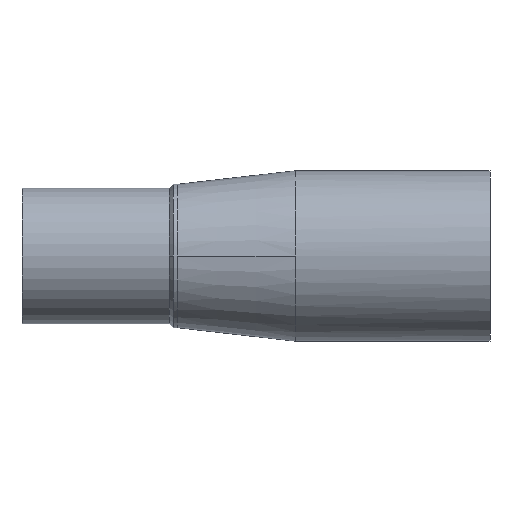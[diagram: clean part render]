
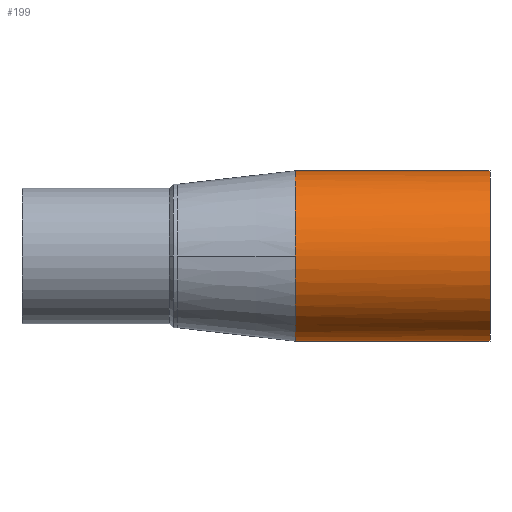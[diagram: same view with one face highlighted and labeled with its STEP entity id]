
A CAD part, front view. The second image highlights one B-rep face of the part: STEP entity #199.
In plain terms, the highlighted cylindrical face has radius 31.5 mm (diameter 63 mm), a partial arc.
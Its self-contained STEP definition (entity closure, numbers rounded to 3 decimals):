
#155 = EDGE_CURVE( '', #233, #285, #371, .T. );
#169 = EDGE_CURVE( '', #309, #265, #387, .T. );
#199 = ADVANCED_FACE( '', ( #420 ), #421, .T. );
#233 = VERTEX_POINT( '', #460 );
#237 = VERTEX_POINT( '', #464 );
#239 = EDGE_CURVE( '', #285, #237, #466, .T. );
#265 = VERTEX_POINT( '', #497 );
#275 = EDGE_CURVE( '', #237, #309, #507, .T. );
#285 = VERTEX_POINT( '', #518 );
#295 = EDGE_CURVE( '', #265, #233, #529, .T. );
#309 = VERTEX_POINT( '', #543 );
#371 = B_SPLINE_CURVE_WITH_KNOTS( '', 3, ( #641, #642, #643, #644, #645, #646, #647, #648, #649, #650, #651 ), .UNSPECIFIED., .F., .F., ( 4, 1, 1, 1, 1, 1, 1, 1, 4 ), ( 3.142, 3.338, 3.534, 3.731, 3.927, 4.123, 4.32, 4.516, 4.712 ), .UNSPECIFIED. );
#387 = LINE( '', #1035, #1036 );
#420 = FACE_OUTER_BOUND( '', #1741, .T. );
#421 = CYLINDRICAL_SURFACE( '', #1742, 31.5 );
#460 = CARTESIAN_POINT( '', ( 101., -31.5, 0. ) );
#464 = CARTESIAN_POINT( '', ( 173., 0., -31.5 ) );
#466 = LINE( '', #2083, #2084 );
#497 = CARTESIAN_POINT( '', ( 101., 0., 31.5 ) );
#507 = CIRCLE( '', #2192, 31.5 );
#518 = CARTESIAN_POINT( '', ( 101., 0., -31.5 ) );
#529 = B_SPLINE_CURVE_WITH_KNOTS( '', 3, ( #2231, #2232, #2233, #2234, #2235, #2236, #2237, #2238, #2239, #2240, #2241 ), .UNSPECIFIED., .F., .F., ( 4, 1, 1, 1, 1, 1, 1, 1, 4 ), ( 1.571, 1.767, 1.963, 2.16, 2.356, 2.553, 2.749, 2.945, 3.142 ), .UNSPECIFIED. );
#543 = CARTESIAN_POINT( '', ( 173., 0., 31.5 ) );
#641 = CARTESIAN_POINT( '', ( 101., -31.5, 0. ) );
#642 = CARTESIAN_POINT( '', ( 101., -31.5, -2.062 ) );
#643 = CARTESIAN_POINT( '', ( 101., -31.094, -6.185 ) );
#644 = CARTESIAN_POINT( '', ( 101., -29.29, -12.132 ) );
#645 = CARTESIAN_POINT( '', ( 101., -26.36, -17.613 ) );
#646 = CARTESIAN_POINT( '', ( 101., -22.417, -22.417 ) );
#647 = CARTESIAN_POINT( '', ( 101., -17.613, -26.36 ) );
#648 = CARTESIAN_POINT( '', ( 101., -12.132, -29.29 ) );
#649 = CARTESIAN_POINT( '', ( 101., -6.185, -31.094 ) );
#650 = CARTESIAN_POINT( '', ( 101., -2.062, -31.5 ) );
#651 = CARTESIAN_POINT( '', ( 101., 0., -31.5 ) );
#1035 = CARTESIAN_POINT( '', ( 101., 0., 31.5 ) );
#1036 = VECTOR( '', #2360, 1. );
#1741 = EDGE_LOOP( '', ( #2390, #2391, #2392, #2393, #2394 ) );
#1742 = AXIS2_PLACEMENT_3D( '', #2395, #2396, #2397 );
#2083 = CARTESIAN_POINT( '', ( 101., 0., -31.5 ) );
#2084 = VECTOR( '', #2458, 1. );
#2192 = AXIS2_PLACEMENT_3D( '', #2506, #2507, #2508 );
#2231 = CARTESIAN_POINT( '', ( 101., 0., 31.5 ) );
#2232 = CARTESIAN_POINT( '', ( 101., -2.062, 31.5 ) );
#2233 = CARTESIAN_POINT( '', ( 101., -6.185, 31.094 ) );
#2234 = CARTESIAN_POINT( '', ( 101., -12.132, 29.29 ) );
#2235 = CARTESIAN_POINT( '', ( 101., -17.613, 26.36 ) );
#2236 = CARTESIAN_POINT( '', ( 101., -22.417, 22.417 ) );
#2237 = CARTESIAN_POINT( '', ( 101., -26.36, 17.613 ) );
#2238 = CARTESIAN_POINT( '', ( 101., -29.29, 12.132 ) );
#2239 = CARTESIAN_POINT( '', ( 101., -31.094, 6.185 ) );
#2240 = CARTESIAN_POINT( '', ( 101., -31.5, 2.062 ) );
#2241 = CARTESIAN_POINT( '', ( 101., -31.5, 0. ) );
#2360 = DIRECTION( '', ( -1., 0., 0. ) );
#2390 = ORIENTED_EDGE( '', *, *, #239, .T. );
#2391 = ORIENTED_EDGE( '', *, *, #275, .T. );
#2392 = ORIENTED_EDGE( '', *, *, #169, .T. );
#2393 = ORIENTED_EDGE( '', *, *, #295, .T. );
#2394 = ORIENTED_EDGE( '', *, *, #155, .T. );
#2395 = CARTESIAN_POINT( '', ( 101., 0., 0. ) );
#2396 = DIRECTION( '', ( -1., 0., 0. ) );
#2397 = DIRECTION( '', ( 0., 0., -1. ) );
#2458 = DIRECTION( '', ( 1., 0., 0. ) );
#2506 = CARTESIAN_POINT( '', ( 173., 0., 0. ) );
#2507 = DIRECTION( '', ( -1., 0., 0. ) );
#2508 = DIRECTION( '', ( 0., 0., -1. ) );
